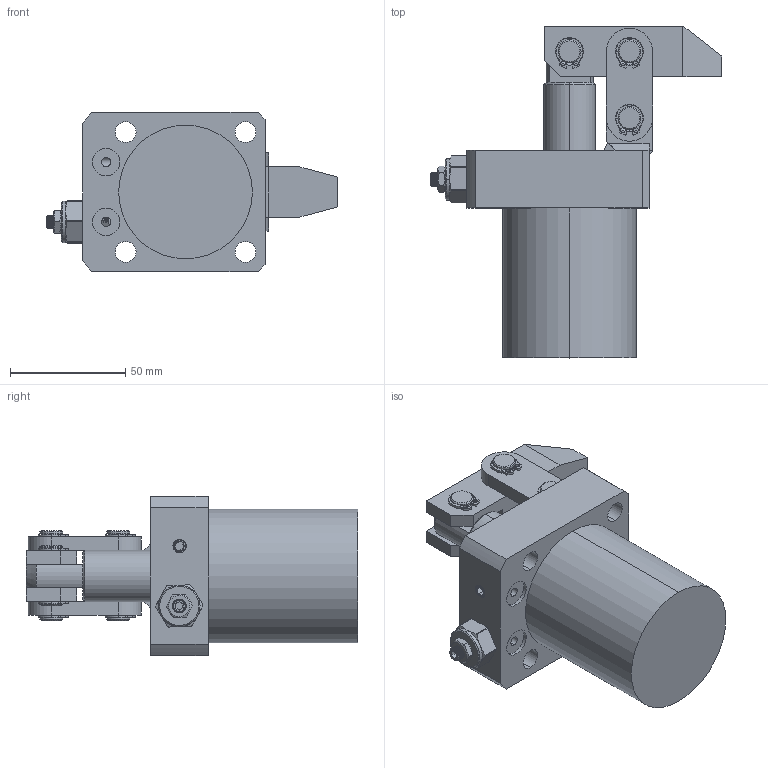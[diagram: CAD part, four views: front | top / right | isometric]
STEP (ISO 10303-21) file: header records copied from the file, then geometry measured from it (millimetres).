
FILE_DESCRIPTION (( 'STEP AP214' ), '1' );
FILE_NAME ('CHLC-FAMT40.STEP', '2019-04-15T11:10:12', ( '' ), ( '' ), 'SwSTEP 2.0', 'SolidWorks 2016', '' );
FILE_SCHEMA (( 'AUTOMOTIVE_DESIGN' ));
Length unit declared in the file: millimetre
Products named in the file (13): CZL20覃厒概; hex thin nuts-grades ab-chamfered gb(GB_FASTENER_NUT_STNAB M6-S); 20覃厒裝; 20概极; CHLC-FAMT40-BT; M6LS; CHLC-40-02; CHLC-40-08; CHLC-40-04; CHLC-40-06; CHLC-40-03; CHLC-40-01; CHLC-FAMT40
Assembly tree (21 placements, depth 3):
  CHLC-FAMT40
    CHLC-40-01
    CHLC-40-03  x2
    CHLC-40-06  x6
    CHLC-40-04
    CHLC-40-08
    CHLC-40-02  x2
    M6LS  x3
    CHLC-FAMT40-BT
    CZL20覃厒概
      20概极
      20覃厒裝
      hex thin nuts-grades ab-chamfered gb(GB_FASTENER_NUT_STNAB M6-S)
Bounding box: 126.4 x 144 x 69 mm (x, y, z)
Volume: 328514.5 mm3; surface area: 80899.1 mm2
Topology: 26 solids, 26 shells, 850 faces, 2170 edges, 1403 vertices
Faces by surface type: cylinder 376, plane 229, cone 126, bspline 119
Entity records: 55742 total; most frequent: CARTESIAN_POINT 36080, ORIENTED_EDGE 3128, DIRECTION 2460, EDGE_CURVE 1564, VERTEX_POINT 1005, AXIS2_PLACEMENT_3D 939, EDGE_LOOP 701, ADVANCED_FACE 620
